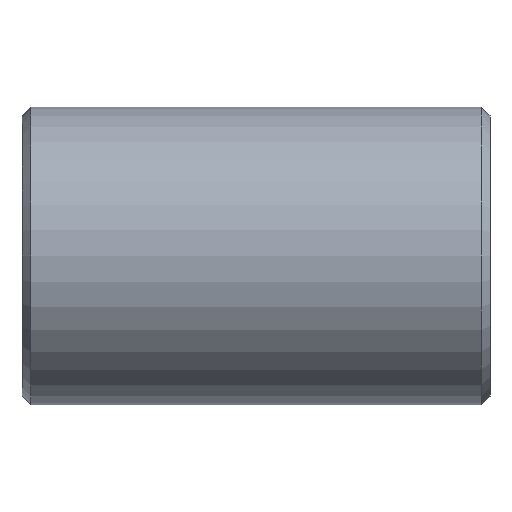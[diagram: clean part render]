
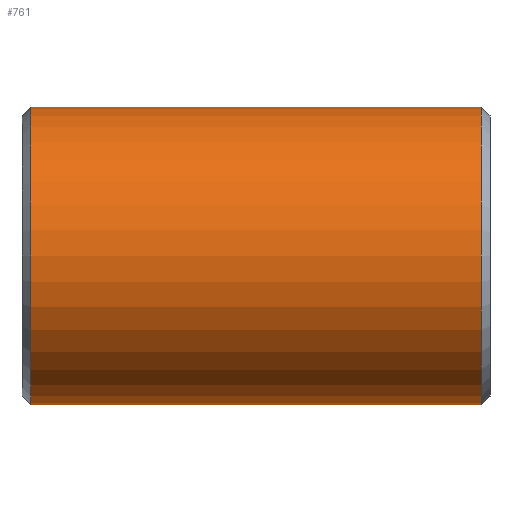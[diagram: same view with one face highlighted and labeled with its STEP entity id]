
A CAD part, front view. The second image highlights one B-rep face of the part: STEP entity #761.
In plain terms, the highlighted cylindrical face has radius 177.8 mm (diameter 355.6 mm), a partial arc.
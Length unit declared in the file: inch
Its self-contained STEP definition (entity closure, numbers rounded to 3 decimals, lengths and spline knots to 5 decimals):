
#27 = DIRECTION ( 'NONE',  ( 0., 0., 1. ) ) ;
#105 = DIRECTION ( 'NONE',  ( -1., 0., 0. ) ) ;
#143 = CARTESIAN_POINT ( 'NONE',  ( -10.58333, 0., 0. ) ) ;
#170 = CIRCLE ( 'NONE', #331, 7. ) ;
#175 = DIRECTION ( 'NONE',  ( 0., 0., -1. ) ) ;
#190 = EDGE_CURVE ( 'NONE', #409, #553, #170, .T. ) ;
#200 = EDGE_CURVE ( 'NONE', #877, #401, #316, .T. ) ;
#227 = AXIS2_PLACEMENT_3D ( 'NONE', #806, #105, #175 ) ;
#252 = LINE ( 'NONE', #322, #523 ) ;
#262 = ORIENTED_EDGE ( 'NONE', *, *, #200, .T. ) ;
#286 = EDGE_CURVE ( 'NONE', #877, #553, #252, .T. ) ;
#289 = DIRECTION ( 'NONE',  ( 0., 0., 1. ) ) ;
#316 = CIRCLE ( 'NONE', #227, 7. ) ;
#322 = CARTESIAN_POINT ( 'NONE',  ( 11., 0., -7. ) ) ;
#323 = ORIENTED_EDGE ( 'NONE', *, *, #190, .T. ) ;
#331 = AXIS2_PLACEMENT_3D ( 'NONE', #143, #568, #289 ) ;
#370 = EDGE_LOOP ( 'NONE', ( #622, #262, #584, #323 ) ) ;
#401 = VERTEX_POINT ( 'NONE', #499 ) ;
#409 = VERTEX_POINT ( 'NONE', #650 ) ;
#449 = DIRECTION ( 'NONE',  ( -1., 0., 0. ) ) ;
#499 = CARTESIAN_POINT ( 'NONE',  ( 10.58333, 0., 7. ) ) ;
#523 = VECTOR ( 'NONE', #533, 39.37008 ) ;
#527 = FACE_OUTER_BOUND ( 'NONE', #370, .T. ) ;
#531 = CYLINDRICAL_SURFACE ( 'NONE', #677, 7. ) ;
#533 = DIRECTION ( 'NONE',  ( -1., 0., 0. ) ) ;
#539 = EDGE_CURVE ( 'NONE', #401, #409, #560, .T. ) ;
#550 = CARTESIAN_POINT ( 'NONE',  ( -10.58333, 0., -7. ) ) ;
#553 = VERTEX_POINT ( 'NONE', #550 ) ;
#555 = VECTOR ( 'NONE', #617, 39.37008 ) ;
#560 = LINE ( 'NONE', #612, #555 ) ;
#568 = DIRECTION ( 'NONE',  ( 1., 0., 0. ) ) ;
#584 = ORIENTED_EDGE ( 'NONE', *, *, #539, .T. ) ;
#612 = CARTESIAN_POINT ( 'NONE',  ( 11., 0., 7. ) ) ;
#617 = DIRECTION ( 'NONE',  ( -1., 0., 0. ) ) ;
#622 = ORIENTED_EDGE ( 'NONE', *, *, #286, .F. ) ;
#650 = CARTESIAN_POINT ( 'NONE',  ( -10.58333, 0., 7. ) ) ;
#668 = CARTESIAN_POINT ( 'NONE',  ( 11., 0., 0. ) ) ;
#677 = AXIS2_PLACEMENT_3D ( 'NONE', #668, #449, #27 ) ;
#761 = ADVANCED_FACE ( 'NONE', ( #527 ), #531, .T. ) ;
#806 = CARTESIAN_POINT ( 'NONE',  ( 10.58333, 0., 0. ) ) ;
#842 = CARTESIAN_POINT ( 'NONE',  ( 10.58333, 0., -7. ) ) ;
#877 = VERTEX_POINT ( 'NONE', #842 ) ;
